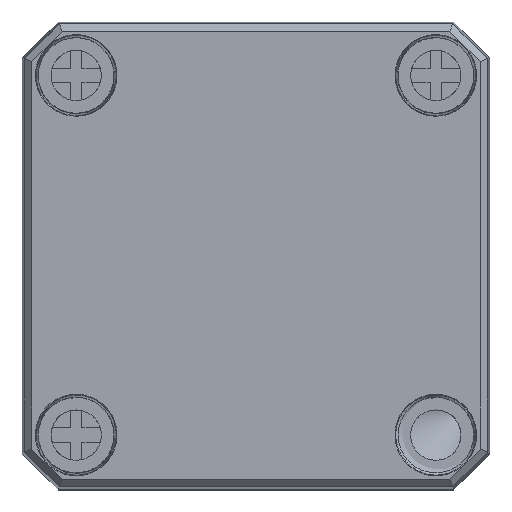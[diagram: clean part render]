
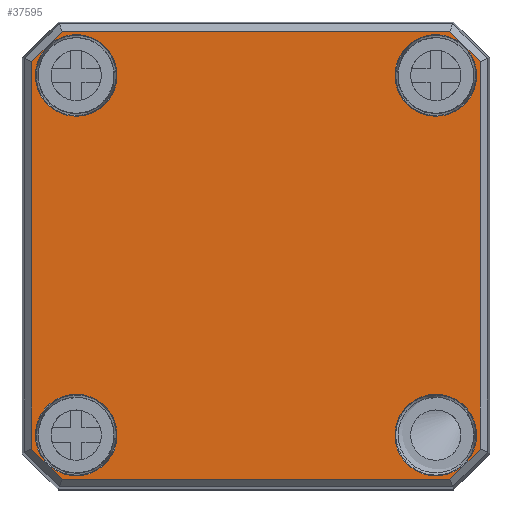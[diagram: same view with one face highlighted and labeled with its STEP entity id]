
A CAD part, top view. The second image highlights one B-rep face of the part: STEP entity #37595.
In plain terms, the highlighted face is planar.
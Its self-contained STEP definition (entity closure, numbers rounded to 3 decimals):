
#1616=CIRCLE('',#40134,5.672);
#1621=CIRCLE('',#40139,5.672);
#1626=CIRCLE('',#40146,5.672);
#1627=CIRCLE('',#40147,5.672);
#1628=CIRCLE('',#40148,5.672);
#1629=CIRCLE('',#40149,5.672);
#1630=CIRCLE('',#40150,5.672);
#1631=CIRCLE('',#40151,5.672);
#2374=FACE_BOUND('',#7286,.T.);
#2375=FACE_BOUND('',#7287,.T.);
#2376=FACE_BOUND('',#7288,.T.);
#2377=FACE_BOUND('',#7289,.T.);
#3039=PLANE('',#40145);
#4880=FACE_OUTER_BOUND('',#7285,.T.);
#7285=EDGE_LOOP('',(#32504,#32505,#32506,#32507,#32508,#32509,#32510,#32511));
#7286=EDGE_LOOP('',(#32512,#32513));
#7287=EDGE_LOOP('',(#32514,#32515));
#7288=EDGE_LOOP('',(#32516,#32517));
#7289=EDGE_LOOP('',(#32518,#32519));
#10163=LINE('',#66601,#13015);
#10164=LINE('',#66603,#13016);
#10165=LINE('',#66605,#13017);
#10166=LINE('',#66607,#13018);
#10167=LINE('',#66609,#13019);
#10168=LINE('',#66611,#13020);
#10169=LINE('',#66613,#13021);
#10170=LINE('',#66614,#13022);
#13015=VECTOR('',#47231,10.);
#13016=VECTOR('',#47232,10.);
#13017=VECTOR('',#47233,10.);
#13018=VECTOR('',#47234,10.);
#13019=VECTOR('',#47235,10.);
#13020=VECTOR('',#47236,10.);
#13021=VECTOR('',#47237,10.);
#13022=VECTOR('',#47238,10.);
#17640=VERTEX_POINT('',#66502);
#17641=VERTEX_POINT('',#66503);
#17662=VERTEX_POINT('',#66599);
#17663=VERTEX_POINT('',#66600);
#17664=VERTEX_POINT('',#66602);
#17665=VERTEX_POINT('',#66604);
#17666=VERTEX_POINT('',#66606);
#17667=VERTEX_POINT('',#66608);
#17668=VERTEX_POINT('',#66610);
#17669=VERTEX_POINT('',#66612);
#17670=VERTEX_POINT('',#66615);
#17671=VERTEX_POINT('',#66616);
#17672=VERTEX_POINT('',#66619);
#17673=VERTEX_POINT('',#66620);
#17674=VERTEX_POINT('',#66623);
#17675=VERTEX_POINT('',#66624);
#22669=EDGE_CURVE('',#17640,#17641,#1616,.T.);
#22674=EDGE_CURVE('',#17641,#17640,#1621,.T.);
#22693=EDGE_CURVE('',#17662,#17663,#10163,.T.);
#22694=EDGE_CURVE('',#17664,#17662,#10164,.T.);
#22695=EDGE_CURVE('',#17665,#17664,#10165,.T.);
#22696=EDGE_CURVE('',#17666,#17665,#10166,.T.);
#22697=EDGE_CURVE('',#17667,#17666,#10167,.T.);
#22698=EDGE_CURVE('',#17668,#17667,#10168,.T.);
#22699=EDGE_CURVE('',#17669,#17668,#10169,.T.);
#22700=EDGE_CURVE('',#17663,#17669,#10170,.T.);
#22701=EDGE_CURVE('',#17670,#17671,#1626,.T.);
#22702=EDGE_CURVE('',#17671,#17670,#1627,.T.);
#22703=EDGE_CURVE('',#17672,#17673,#1628,.T.);
#22704=EDGE_CURVE('',#17673,#17672,#1629,.T.);
#22705=EDGE_CURVE('',#17674,#17675,#1630,.T.);
#22706=EDGE_CURVE('',#17675,#17674,#1631,.T.);
#32504=ORIENTED_EDGE('',*,*,#22693,.F.);
#32505=ORIENTED_EDGE('',*,*,#22694,.F.);
#32506=ORIENTED_EDGE('',*,*,#22695,.F.);
#32507=ORIENTED_EDGE('',*,*,#22696,.F.);
#32508=ORIENTED_EDGE('',*,*,#22697,.F.);
#32509=ORIENTED_EDGE('',*,*,#22698,.F.);
#32510=ORIENTED_EDGE('',*,*,#22699,.F.);
#32511=ORIENTED_EDGE('',*,*,#22700,.F.);
#32512=ORIENTED_EDGE('',*,*,#22701,.F.);
#32513=ORIENTED_EDGE('',*,*,#22702,.F.);
#32514=ORIENTED_EDGE('',*,*,#22703,.F.);
#32515=ORIENTED_EDGE('',*,*,#22704,.F.);
#32516=ORIENTED_EDGE('',*,*,#22705,.F.);
#32517=ORIENTED_EDGE('',*,*,#22706,.F.);
#32518=ORIENTED_EDGE('',*,*,#22669,.F.);
#32519=ORIENTED_EDGE('',*,*,#22674,.F.);
#37595=ADVANCED_FACE('',(#4880,#2374,#2375,#2376,#2377),#3039,.T.);
#40134=AXIS2_PLACEMENT_3D('',#66504,#47206,#47207);
#40139=AXIS2_PLACEMENT_3D('',#66512,#47216,#47217);
#40145=AXIS2_PLACEMENT_3D('',#66598,#47229,#47230);
#40146=AXIS2_PLACEMENT_3D('',#66617,#47239,#47240);
#40147=AXIS2_PLACEMENT_3D('',#66618,#47241,#47242);
#40148=AXIS2_PLACEMENT_3D('',#66621,#47243,#47244);
#40149=AXIS2_PLACEMENT_3D('',#66622,#47245,#47246);
#40150=AXIS2_PLACEMENT_3D('',#66625,#47247,#47248);
#40151=AXIS2_PLACEMENT_3D('',#66626,#47249,#47250);
#47206=DIRECTION('center_axis',(0.,1.,0.));
#47207=DIRECTION('ref_axis',(1.,0.,0.));
#47216=DIRECTION('center_axis',(0.,1.,0.));
#47217=DIRECTION('ref_axis',(1.,0.,0.));
#47229=DIRECTION('center_axis',(0.,1.,0.));
#47230=DIRECTION('ref_axis',(0.,0.,1.));
#47231=DIRECTION('',(-0.707,0.,0.707));
#47232=DIRECTION('',(0.,0.,1.));
#47233=DIRECTION('',(0.707,0.,0.707));
#47234=DIRECTION('',(1.,0.,0.));
#47235=DIRECTION('',(0.707,0.,-0.707));
#47236=DIRECTION('',(0.,0.,-1.));
#47237=DIRECTION('',(-0.707,0.,-0.707));
#47238=DIRECTION('',(-1.,0.,0.));
#47239=DIRECTION('center_axis',(0.,1.,0.));
#47240=DIRECTION('ref_axis',(-1.,0.,0.));
#47241=DIRECTION('center_axis',(0.,1.,0.));
#47242=DIRECTION('ref_axis',(-1.,0.,0.));
#47243=DIRECTION('center_axis',(0.,1.,0.));
#47244=DIRECTION('ref_axis',(1.,0.,0.));
#47245=DIRECTION('center_axis',(0.,1.,0.));
#47246=DIRECTION('ref_axis',(1.,0.,0.));
#47247=DIRECTION('center_axis',(0.,1.,0.));
#47248=DIRECTION('ref_axis',(-1.,0.,0.));
#47249=DIRECTION('center_axis',(0.,1.,0.));
#47250=DIRECTION('ref_axis',(-1.,0.,0.));
#66502=CARTESIAN_POINT('',(-30.672,39.,-25.));
#66503=CARTESIAN_POINT('',(-25.,39.,-19.328));
#66504=CARTESIAN_POINT('Origin',(-25.,39.,-25.));
#66512=CARTESIAN_POINT('Origin',(-25.,39.,-25.));
#66598=CARTESIAN_POINT('Origin',(0.,39.,0.));
#66599=CARTESIAN_POINT('',(31.16,39.,26.945));
#66600=CARTESIAN_POINT('',(26.945,39.,31.16));
#66601=CARTESIAN_POINT('',(30.302,39.,27.802));
#66602=CARTESIAN_POINT('',(31.16,39.,-26.945));
#66603=CARTESIAN_POINT('',(31.16,39.,-13.75));
#66604=CARTESIAN_POINT('',(26.945,39.,-31.16));
#66605=CARTESIAN_POINT('',(27.802,39.,-30.302));
#66606=CARTESIAN_POINT('',(-26.945,39.,-31.16));
#66607=CARTESIAN_POINT('',(-13.75,39.,-31.16));
#66608=CARTESIAN_POINT('',(-31.16,39.,-26.945));
#66609=CARTESIAN_POINT('',(-30.302,39.,-27.802));
#66610=CARTESIAN_POINT('',(-31.16,39.,26.945));
#66611=CARTESIAN_POINT('',(-31.16,39.,13.75));
#66612=CARTESIAN_POINT('',(-26.945,39.,31.16));
#66613=CARTESIAN_POINT('',(-27.802,39.,30.302));
#66614=CARTESIAN_POINT('',(13.75,39.,31.16));
#66615=CARTESIAN_POINT('',(30.672,39.,-25.));
#66616=CARTESIAN_POINT('',(25.,39.,-19.328));
#66617=CARTESIAN_POINT('Origin',(25.,39.,-25.));
#66618=CARTESIAN_POINT('Origin',(25.,39.,-25.));
#66619=CARTESIAN_POINT('',(-30.672,39.,25.));
#66620=CARTESIAN_POINT('',(-25.,39.,30.672));
#66621=CARTESIAN_POINT('Origin',(-25.,39.,25.));
#66622=CARTESIAN_POINT('Origin',(-25.,39.,25.));
#66623=CARTESIAN_POINT('',(30.672,39.,25.));
#66624=CARTESIAN_POINT('',(25.,39.,30.672));
#66625=CARTESIAN_POINT('Origin',(25.,39.,25.));
#66626=CARTESIAN_POINT('Origin',(25.,39.,25.));
